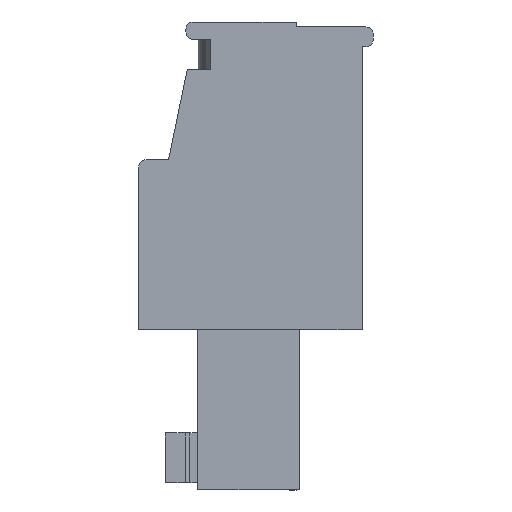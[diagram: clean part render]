
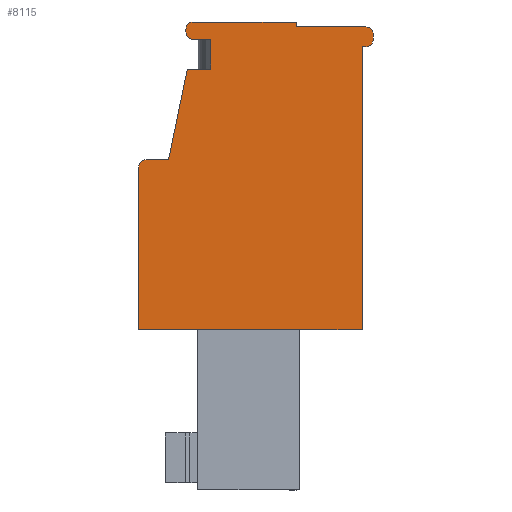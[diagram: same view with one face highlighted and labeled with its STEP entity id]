
A CAD part, front view. The second image highlights one B-rep face of the part: STEP entity #8115.
In plain terms, the highlighted planar face has unit normal (0, -1, 0).
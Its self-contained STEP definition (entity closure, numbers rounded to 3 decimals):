
#3809=CARTESIAN_POINT('',(-2.099,-21.42,10.709));
#3810=VERTEX_POINT('',#3809);
#3817=CARTESIAN_POINT('',(1.809,-21.42,10.709));
#3818=VERTEX_POINT('',#3817);
#3819=CARTESIAN_POINT('',(1.809,-21.42,10.709));
#3820=DIRECTION('',(-1.,0.,0.));
#3821=VECTOR('',#3820,3.909);
#3822=LINE('',#3819,#3821);
#3823=EDGE_CURVE('',#3818,#3810,#3822,.T.);
#6658=CARTESIAN_POINT('',(4.305,-21.42,-0.97));
#6659=VERTEX_POINT('',#6658);
#6668=CARTESIAN_POINT('',(-4.172,-21.42,-0.97));
#6669=VERTEX_POINT('',#6668);
#6670=CARTESIAN_POINT('',(-4.172,-21.42,-0.97));
#6671=DIRECTION('',(1.,0.,0.));
#6672=VECTOR('',#6671,8.477);
#6673=LINE('',#6670,#6672);
#6674=EDGE_CURVE('',#6669,#6659,#6673,.T.);
#7950=CARTESIAN_POINT('',(-2.382,-21.42,10.427));
#7951=VERTEX_POINT('',#7950);
#7958=CARTESIAN_POINT('',(-2.099,-21.42,10.427));
#7959=DIRECTION('',(0.,0.,1.));
#7960=DIRECTION('',(0.,-1.,0.));
#7961=AXIS2_PLACEMENT_3D('',#7958,#7960,#7959);
#7962=CIRCLE('',#7961,0.283);
#7963=EDGE_CURVE('',#3810,#7951,#7962,.T.);
#7969=CARTESIAN_POINT('',(0.279,-21.42,4.87));
#7970=DIRECTION('',(1.,0.,0.));
#7971=DIRECTION('',(0.,-1.,0.));
#7972=AXIS2_PLACEMENT_3D('',#7969,#7971,#7970);
#7973=PLANE('',#7972);
#7974=ORIENTED_EDGE('',*,*,#6674,.T.);
#7975=CARTESIAN_POINT('',(4.305,-21.42,9.768));
#7976=VERTEX_POINT('',#7975);
#7977=CARTESIAN_POINT('',(4.305,-21.42,-0.97));
#7978=DIRECTION('',(0.,0.,1.));
#7979=VECTOR('',#7978,10.737);
#7980=LINE('',#7977,#7979);
#7981=EDGE_CURVE('',#6659,#7976,#7980,.T.);
#7982=ORIENTED_EDGE('',*,*,#7981,.T.);
#7983=CARTESIAN_POINT('',(4.447,-21.42,9.768));
#7984=VERTEX_POINT('',#7983);
#7985=CARTESIAN_POINT('',(4.305,-21.42,9.768));
#7986=DIRECTION('',(1.,0.,0.));
#7987=VECTOR('',#7986,0.141);
#7988=LINE('',#7985,#7987);
#7989=EDGE_CURVE('',#7976,#7984,#7988,.T.);
#7990=ORIENTED_EDGE('',*,*,#7989,.T.);
#7991=CARTESIAN_POINT('',(4.729,-21.42,10.05));
#7992=VERTEX_POINT('',#7991);
#7993=CARTESIAN_POINT('',(4.447,-21.42,10.05));
#7994=DIRECTION('',(0.,0.,-1.));
#7995=DIRECTION('',(0.,-1.,0.));
#7996=AXIS2_PLACEMENT_3D('',#7993,#7995,#7994);
#7997=CIRCLE('',#7996,0.283);
#7998=EDGE_CURVE('',#7984,#7992,#7997,.T.);
#7999=ORIENTED_EDGE('',*,*,#7998,.T.);
#8000=CARTESIAN_POINT('',(4.729,-21.42,10.239));
#8001=VERTEX_POINT('',#8000);
#8002=CARTESIAN_POINT('',(4.729,-21.42,10.05));
#8003=DIRECTION('',(0.,0.,1.));
#8004=VECTOR('',#8003,0.188);
#8005=LINE('',#8002,#8004);
#8006=EDGE_CURVE('',#7992,#8001,#8005,.T.);
#8007=ORIENTED_EDGE('',*,*,#8006,.T.);
#8008=CARTESIAN_POINT('',(4.447,-21.42,10.521));
#8009=VERTEX_POINT('',#8008);
#8010=CARTESIAN_POINT('',(4.447,-21.42,10.239));
#8011=DIRECTION('',(1.,0.,0.));
#8012=DIRECTION('',(0.,-1.,0.));
#8013=AXIS2_PLACEMENT_3D('',#8010,#8012,#8011);
#8014=CIRCLE('',#8013,0.283);
#8015=EDGE_CURVE('',#8001,#8009,#8014,.T.);
#8016=ORIENTED_EDGE('',*,*,#8015,.T.);
#8017=CARTESIAN_POINT('',(1.809,-21.42,10.521));
#8018=VERTEX_POINT('',#8017);
#8019=CARTESIAN_POINT('',(4.447,-21.42,10.521));
#8020=DIRECTION('',(-1.,0.,0.));
#8021=VECTOR('',#8020,2.637);
#8022=LINE('',#8019,#8021);
#8023=EDGE_CURVE('',#8009,#8018,#8022,.T.);
#8024=ORIENTED_EDGE('',*,*,#8023,.T.);
#8025=CARTESIAN_POINT('',(1.809,-21.42,10.521));
#8026=DIRECTION('',(0.,0.,1.));
#8027=VECTOR('',#8026,0.188);
#8028=LINE('',#8025,#8027);
#8029=EDGE_CURVE('',#8018,#3818,#8028,.T.);
#8030=ORIENTED_EDGE('',*,*,#8029,.T.);
#8031=ORIENTED_EDGE('',*,*,#3823,.T.);
#8032=ORIENTED_EDGE('',*,*,#7963,.T.);
#8033=CARTESIAN_POINT('',(-2.382,-21.42,10.332));
#8034=VERTEX_POINT('',#8033);
#8035=CARTESIAN_POINT('',(-2.382,-21.42,10.427));
#8036=DIRECTION('',(0.,0.,-1.));
#8037=VECTOR('',#8036,0.095);
#8038=LINE('',#8035,#8037);
#8039=EDGE_CURVE('',#7951,#8034,#8038,.T.);
#8040=ORIENTED_EDGE('',*,*,#8039,.T.);
#8041=CARTESIAN_POINT('',(-2.156,-21.42,10.056));
#8042=VERTEX_POINT('',#8041);
#8043=CARTESIAN_POINT('',(-2.099,-21.42,10.332));
#8044=DIRECTION('',(-1.,0.,0.));
#8045=DIRECTION('',(0.,-1.,0.));
#8046=AXIS2_PLACEMENT_3D('',#8043,#8045,#8044);
#8047=CIRCLE('',#8046,0.283);
#8048=EDGE_CURVE('',#8034,#8042,#8047,.T.);
#8049=ORIENTED_EDGE('',*,*,#8048,.T.);
#8050=CARTESIAN_POINT('',(-2.13,-21.42,10.05));
#8051=VERTEX_POINT('',#8050);
#8052=CARTESIAN_POINT('',(-2.156,-21.42,10.056));
#8053=DIRECTION('',(0.979,0.,-0.202));
#8054=VECTOR('',#8053,0.027);
#8055=LINE('',#8052,#8054);
#8056=EDGE_CURVE('',#8042,#8051,#8055,.T.);
#8057=ORIENTED_EDGE('',*,*,#8056,.T.);
#8058=CARTESIAN_POINT('',(-1.44,-21.42,10.05));
#8059=VERTEX_POINT('',#8058);
#8060=CARTESIAN_POINT('',(-2.13,-21.42,10.05));
#8061=DIRECTION('',(1.,0.,0.));
#8062=VECTOR('',#8061,0.69);
#8063=LINE('',#8060,#8062);
#8064=EDGE_CURVE('',#8051,#8059,#8063,.T.);
#8065=ORIENTED_EDGE('',*,*,#8064,.T.);
#8066=CARTESIAN_POINT('',(-1.44,-21.42,8.92));
#8067=VERTEX_POINT('',#8066);
#8068=CARTESIAN_POINT('',(-1.44,-21.42,10.05));
#8069=DIRECTION('',(0.,0.,-1.));
#8070=VECTOR('',#8069,1.13);
#8071=LINE('',#8068,#8070);
#8072=EDGE_CURVE('',#8059,#8067,#8071,.T.);
#8073=ORIENTED_EDGE('',*,*,#8072,.T.);
#8074=CARTESIAN_POINT('',(-2.331,-21.42,8.92));
#8075=VERTEX_POINT('',#8074);
#8076=CARTESIAN_POINT('',(-1.44,-21.42,8.92));
#8077=DIRECTION('',(-1.,0.,0.));
#8078=VECTOR('',#8077,0.891);
#8079=LINE('',#8076,#8078);
#8080=EDGE_CURVE('',#8067,#8075,#8079,.T.);
#8081=ORIENTED_EDGE('',*,*,#8080,.T.);
#8082=CARTESIAN_POINT('',(-3.041,-21.42,5.482));
#8083=VERTEX_POINT('',#8082);
#8084=CARTESIAN_POINT('',(-2.331,-21.42,8.92));
#8085=DIRECTION('',(-0.202,0.,-0.979));
#8086=VECTOR('',#8085,3.51);
#8087=LINE('',#8084,#8086);
#8088=EDGE_CURVE('',#8075,#8083,#8087,.T.);
#8089=ORIENTED_EDGE('',*,*,#8088,.T.);
#8090=CARTESIAN_POINT('',(-3.889,-21.42,5.482));
#8091=VERTEX_POINT('',#8090);
#8092=CARTESIAN_POINT('',(-3.041,-21.42,5.482));
#8093=DIRECTION('',(-1.,0.,0.));
#8094=VECTOR('',#8093,0.848);
#8095=LINE('',#8092,#8094);
#8096=EDGE_CURVE('',#8083,#8091,#8095,.T.);
#8097=ORIENTED_EDGE('',*,*,#8096,.T.);
#8098=CARTESIAN_POINT('',(-4.172,-21.42,5.2));
#8099=VERTEX_POINT('',#8098);
#8100=CARTESIAN_POINT('',(-3.889,-21.42,5.2));
#8101=DIRECTION('',(0.,0.,1.));
#8102=DIRECTION('',(0.,-1.,0.));
#8103=AXIS2_PLACEMENT_3D('',#8100,#8102,#8101);
#8104=CIRCLE('',#8103,0.283);
#8105=EDGE_CURVE('',#8091,#8099,#8104,.T.);
#8106=ORIENTED_EDGE('',*,*,#8105,.T.);
#8107=CARTESIAN_POINT('',(-4.172,-21.42,5.2));
#8108=DIRECTION('',(0.,0.,-1.));
#8109=VECTOR('',#8108,6.169);
#8110=LINE('',#8107,#8109);
#8111=EDGE_CURVE('',#8099,#6669,#8110,.T.);
#8112=ORIENTED_EDGE('',*,*,#8111,.T.);
#8113=EDGE_LOOP('',(#7974,#7982,#7990,#7999,#8007,#8016,#8024,#8030,#8031,#8032,#8040,#8049,#8057,#8065,#8073,#8081,#8089,#8097,#8106,#8112));
#8114=FACE_OUTER_BOUND('',#8113,.T.);
#8115=ADVANCED_FACE('',(#8114),#7973,.T.);
